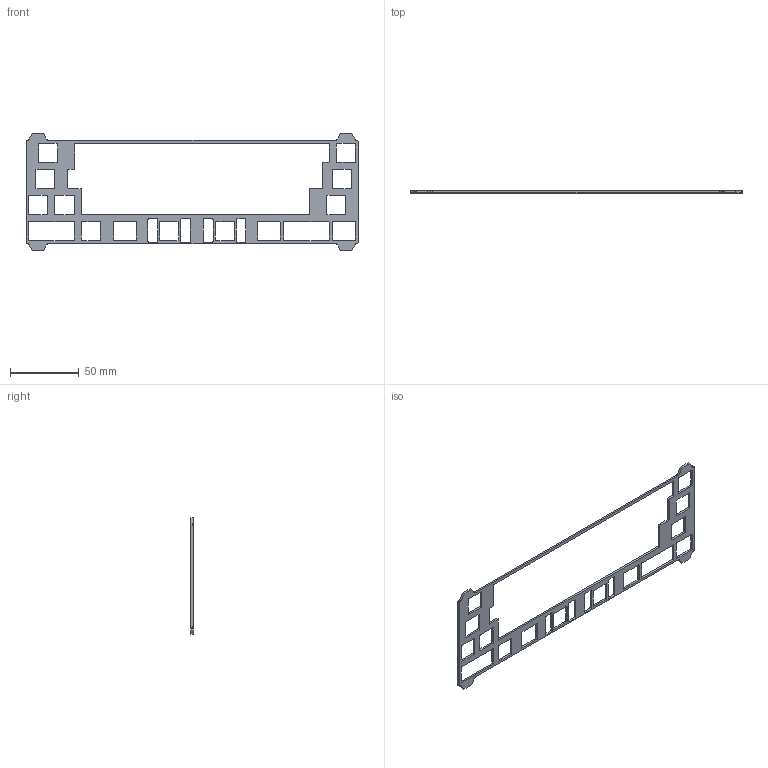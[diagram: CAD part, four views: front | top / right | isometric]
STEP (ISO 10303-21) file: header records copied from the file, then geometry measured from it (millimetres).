
FILE_DESCRIPTION(/* description */ (''),/* implementation_level */ '2;1');
FILE_NAME(/* name */ 'Half-Plate with Split Spacebar.step',/* time_stamp */ '2021-06-21T16:23:47-05:00',/* author */ (''),/* organization */ (''),/* preprocessor_version */ 'ST-DEVELOPER v18.1',/* originating_system */ 'Autodesk Translation Framework v10.9.0.1377',/* authorisation */ '');
FILE_SCHEMA (('AUTOMOTIVE_DESIGN { 1 0 10303 214 3 1 1 }'));
Length unit declared in the file: millimetre
Products named in the file (1): Campsite - Split Spacebar Half-Plate (1mm offset)
Bounding box: 241.84 x 1.5 x 85.15 mm (x, y, z)
Volume: 7612.3 mm3; surface area: 13515.1 mm2
Topology: 1 solids, 1 shells, 206 faces, 612 edges, 408 vertices
Faces by surface type: plane 110, cylinder 96
Entity records: 7068 total; most frequent: CARTESIAN_POINT 1227, ORIENTED_EDGE 1224, DIRECTION 1218, EDGE_CURVE 612, LINE 420, VECTOR 420, VERTEX_POINT 408, AXIS2_PLACEMENT_3D 399
